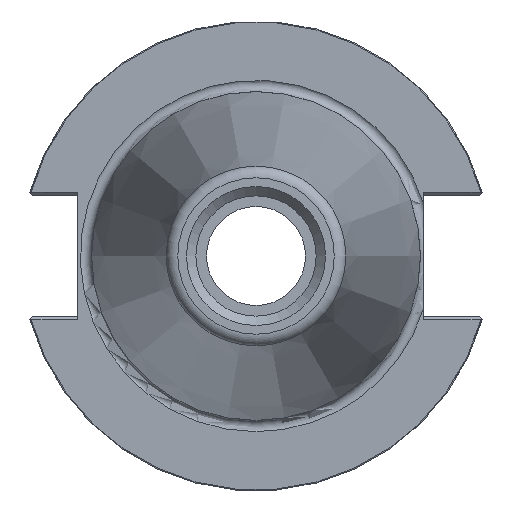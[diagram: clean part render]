
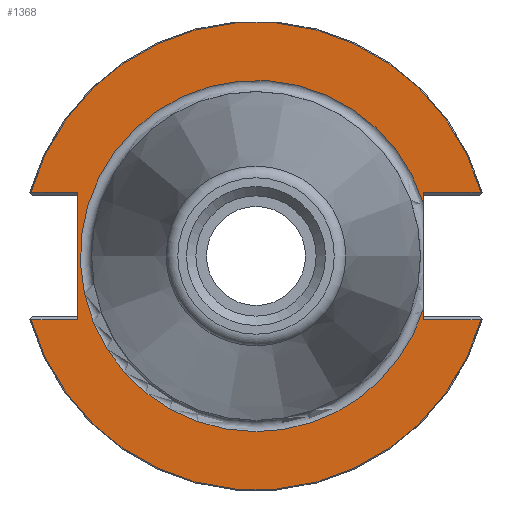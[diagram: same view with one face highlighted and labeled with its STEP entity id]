
A CAD part, left-side view. The second image highlights one B-rep face of the part: STEP entity #1368.
In plain terms, the highlighted planar face has unit normal (-1, 0, 0).
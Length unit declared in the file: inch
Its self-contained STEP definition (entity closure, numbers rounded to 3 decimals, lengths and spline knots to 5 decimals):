
#107=PLANE('',#1480);
#161=FACE_OUTER_BOUND('',#243,.T.);
#243=EDGE_LOOP('',(#998,#999,#1000,#1001,#1002,#1003,#1004,#1005,#1006,
#1007,#1008));
#317=LINE('',#1952,#426);
#318=LINE('',#1974,#427);
#337=LINE('',#2069,#446);
#339=LINE('',#2073,#448);
#340=LINE('',#2075,#449);
#341=LINE('',#2077,#450);
#342=LINE('',#2080,#451);
#426=VECTOR('',#1600,0.0526);
#427=VECTOR('',#1601,0.0526);
#446=VECTOR('',#1662,0.30821);
#448=VECTOR('',#1666,0.24821);
#449=VECTOR('',#1667,0.67625);
#450=VECTOR('',#1668,0.24821);
#451=VECTOR('',#1671,0.30821);
#543=CIRCLE('',#1475,1.245);
#545=CIRCLE('',#1481,1.245);
#546=CIRCLE('',#1482,0.93468);
#547=CIRCLE('',#1483,0.93468);
#586=VERTEX_POINT('',#1949);
#587=VERTEX_POINT('',#1951);
#588=VERTEX_POINT('',#1953);
#589=VERTEX_POINT('',#1973);
#606=VERTEX_POINT('',#2025);
#607=VERTEX_POINT('',#2034);
#614=VERTEX_POINT('',#2072);
#615=VERTEX_POINT('',#2074);
#616=VERTEX_POINT('',#2076);
#617=VERTEX_POINT('',#2078);
#618=VERTEX_POINT('',#2081);
#723=EDGE_CURVE('',#587,#586,#317,.T.);
#725=EDGE_CURVE('',#589,#588,#318,.T.);
#751=EDGE_CURVE('',#606,#607,#543,.T.);
#760=EDGE_CURVE('',#586,#607,#337,.T.);
#762=EDGE_CURVE('',#614,#606,#339,.T.);
#763=EDGE_CURVE('',#615,#614,#340,.T.);
#764=EDGE_CURVE('',#616,#615,#341,.T.);
#765=EDGE_CURVE('',#617,#616,#545,.T.);
#766=EDGE_CURVE('',#617,#589,#342,.T.);
#767=EDGE_CURVE('',#588,#618,#546,.T.);
#768=EDGE_CURVE('',#618,#587,#547,.T.);
#998=ORIENTED_EDGE('',*,*,#751,.F.);
#999=ORIENTED_EDGE('',*,*,#762,.F.);
#1000=ORIENTED_EDGE('',*,*,#763,.F.);
#1001=ORIENTED_EDGE('',*,*,#764,.F.);
#1002=ORIENTED_EDGE('',*,*,#765,.F.);
#1003=ORIENTED_EDGE('',*,*,#766,.T.);
#1004=ORIENTED_EDGE('',*,*,#725,.T.);
#1005=ORIENTED_EDGE('',*,*,#767,.T.);
#1006=ORIENTED_EDGE('',*,*,#768,.T.);
#1007=ORIENTED_EDGE('',*,*,#723,.T.);
#1008=ORIENTED_EDGE('',*,*,#760,.T.);
#1368=ADVANCED_FACE('',(#161),#107,.T.);
#1475=AXIS2_PLACEMENT_3D('',#2035,#1649,#1650);
#1480=AXIS2_PLACEMENT_3D('',#2071,#1664,#1665);
#1481=AXIS2_PLACEMENT_3D('',#2079,#1669,#1670);
#1482=AXIS2_PLACEMENT_3D('',#2082,#1672,#1673);
#1483=AXIS2_PLACEMENT_3D('',#2083,#1674,#1675);
#1600=DIRECTION('',(0.,0.,1.));
#1601=DIRECTION('',(0.,0.,1.));
#1649=DIRECTION('center_axis',(1.,0.,0.));
#1650=DIRECTION('ref_axis',(0.,0.,
1.));
#1662=DIRECTION('',(0.,-1.,0.));
#1664=DIRECTION('center_axis',(-1.,0.,0.));
#1665=DIRECTION('ref_axis',(0.,0.,1.));
#1666=DIRECTION('',(0.,1.,0.));
#1667=DIRECTION('',(0.,0.,1.));
#1668=DIRECTION('',(0.,-1.,0.));
#1669=DIRECTION('center_axis',(1.,0.,0.));
#1670=DIRECTION('ref_axis',(0.,0.,
-1.));
#1671=DIRECTION('',(0.,1.,0.));
#1672=DIRECTION('center_axis',(1.,0.,0.));
#1673=DIRECTION('ref_axis',(0.,0.,1.));
#1674=DIRECTION('center_axis',(1.,0.,0.));
#1675=DIRECTION('ref_axis',(0.,0.,1.));
#1949=CARTESIAN_POINT('',(-1.17746,-0.89001,0.33812));
#1951=CARTESIAN_POINT('',(-1.17746,-0.89001,0.28553));
#1952=CARTESIAN_POINT('',(-1.17746,-0.89001,0.));
#1953=CARTESIAN_POINT('',(-1.17746,-0.89001,-0.28553));
#1973=CARTESIAN_POINT('',(-1.17746,-0.89001,-0.33813));
#1974=CARTESIAN_POINT('',(-1.17746,-0.89001,0.));
#2025=CARTESIAN_POINT('',(-1.17746,1.19819,0.33812));
#2034=CARTESIAN_POINT('',(-1.17746,-1.19822,0.33812));
#2035=CARTESIAN_POINT('Origin',(-1.17746,-0.00001,
0.));
#2069=CARTESIAN_POINT('',(-1.17746,-0.90251,0.33812));
#2071=CARTESIAN_POINT('Origin',(-1.17746,-0.87501,0.));
#2072=CARTESIAN_POINT('',(-1.17746,0.94999,0.33812));
#2073=CARTESIAN_POINT('',(-1.17746,0.02749,0.33812));
#2074=CARTESIAN_POINT('',(-1.17746,0.94999,-0.33813));
#2075=CARTESIAN_POINT('',(-1.17746,0.94999,-0.33813));
#2076=CARTESIAN_POINT('',(-1.17746,1.19819,-0.33813));
#2077=CARTESIAN_POINT('',(-1.17746,0.27749,-0.33813));
#2078=CARTESIAN_POINT('',(-1.17746,-1.19822,-0.33813));
#2079=CARTESIAN_POINT('Origin',(-1.17746,-0.00001,
0.));
#2080=CARTESIAN_POINT('',(-1.17746,-0.90251,-0.33813));
#2081=CARTESIAN_POINT('',(-1.17746,-0.00001,-0.93468));
#2082=CARTESIAN_POINT('Origin',(-1.17746,-0.00001,
0.));
#2083=CARTESIAN_POINT('Origin',(-1.17746,-0.00001,
0.));
